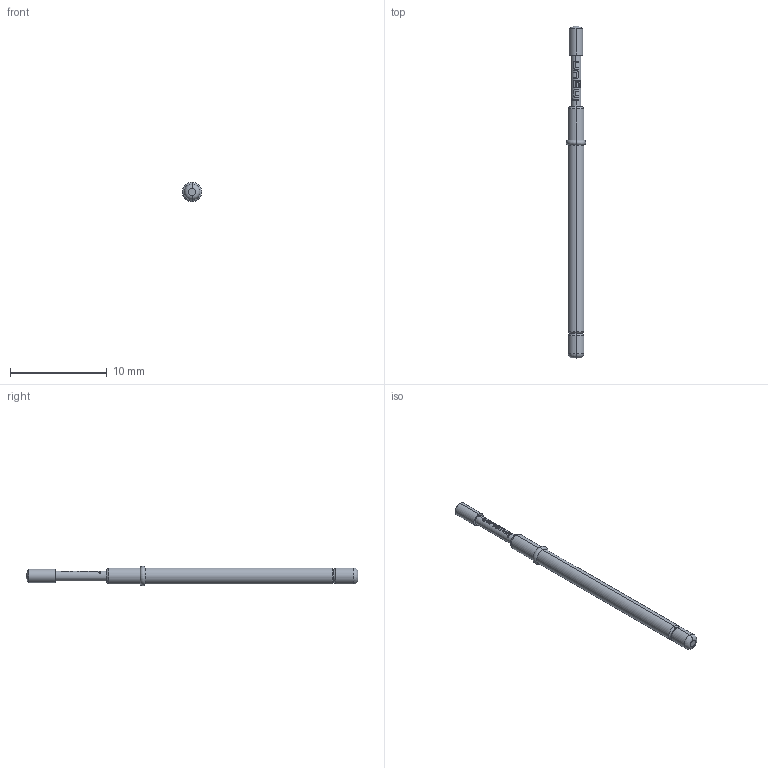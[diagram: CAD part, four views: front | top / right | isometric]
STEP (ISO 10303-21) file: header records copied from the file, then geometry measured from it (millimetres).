
FILE_DESCRIPTION (( 'STEP AP203' ), '1' );
FILE_NAME ('INGUN_GKS-112_305_140_A_xx04.STEP', '2020-08-06T10:03:05', ( '' ), ( '' ), 'SwSTEP 2.0', 'SolidWorks 2018', '' );
FILE_SCHEMA (( 'CONFIG_CONTROL_DESIGN' ));
Length unit declared in the file: millimetre
Products named in the file (1): INGUN_GKS-112_305_140_A_xx04
Bounding box: 2 x 34.3 x 2 mm (x, y, z)
Volume: 36.4 mm3; surface area: 313.9 mm2
Topology: 2 solids, 2 shells, 131 faces, 340 edges, 214 vertices
Faces by surface type: bspline 45, cylinder 37, plane 21, torus 20, cone 6, sphere 2
Entity records: 5103 total; most frequent: CARTESIAN_POINT 2357, ORIENTED_EDGE 676, DIRECTION 364, EDGE_CURVE 338, B_SPLINE_CURVE_WITH_KNOTS 222, VERTEX_POINT 214, AXIS2_PLACEMENT_3D 161, EDGE_LOOP 134
